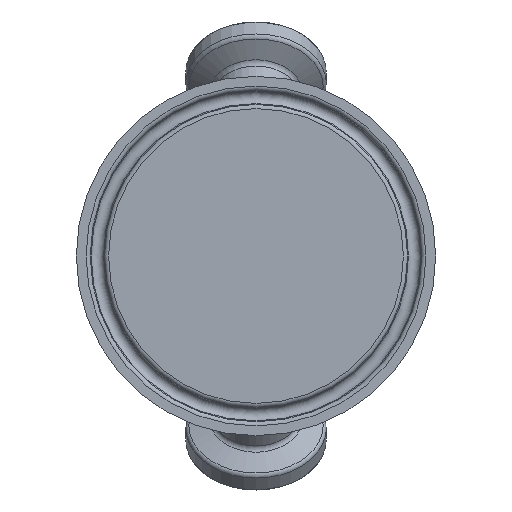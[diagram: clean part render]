
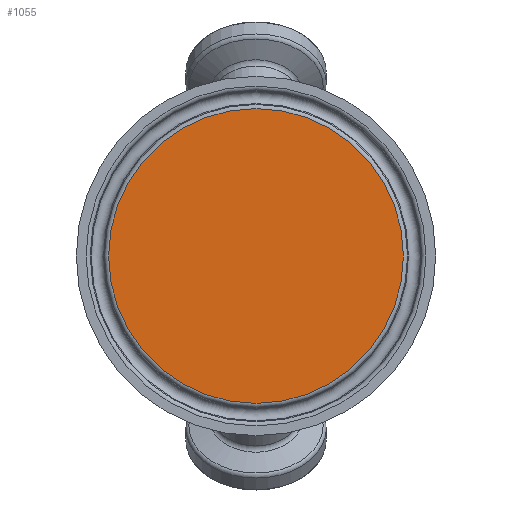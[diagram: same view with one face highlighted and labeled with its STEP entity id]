
A CAD part, front view. The second image highlights one B-rep face of the part: STEP entity #1055.
In plain terms, the highlighted planar face has unit normal (0, -1, 0).
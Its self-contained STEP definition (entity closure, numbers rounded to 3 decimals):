
#189=FACE_OUTER_BOUND('',#255,.T.);
#255=EDGE_LOOP('',(#728));
#325=CIRCLE('',#1161,26.247);
#435=VERTEX_POINT('',#1792);
#550=EDGE_CURVE('',#435,#435,#325,.T.);
#728=ORIENTED_EDGE('',*,*,#550,.F.);
#1034=PLANE('',#1160);
#1055=ADVANCED_FACE('',(#189),#1034,.T.);
#1160=AXIS2_PLACEMENT_3D('',#1791,#1375,#1376);
#1161=AXIS2_PLACEMENT_3D('',#1793,#1377,#1378);
#1375=DIRECTION('center_axis',(0.,-1.,0.));
#1376=DIRECTION('ref_axis',(0.,0.,-1.));
#1377=DIRECTION('center_axis',(0.,1.,0.));
#1378=DIRECTION('ref_axis',(1.,0.,0.));
#1791=CARTESIAN_POINT('Origin',(-24.924,-27.268,0.));
#1792=CARTESIAN_POINT('',(0.54,-27.268,-26.247));
#1793=CARTESIAN_POINT('Origin',(0.54,-27.268,0.));
